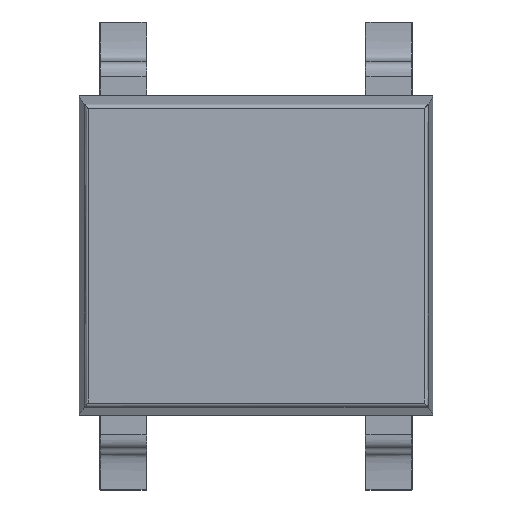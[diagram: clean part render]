
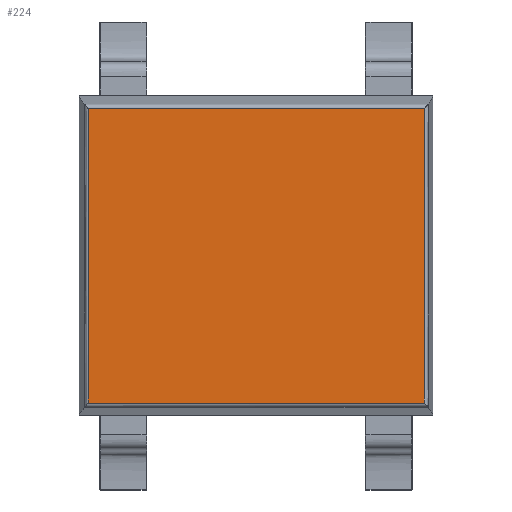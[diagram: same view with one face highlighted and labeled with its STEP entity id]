
A CAD part, top view. The second image highlights one B-rep face of the part: STEP entity #224.
In plain terms, the highlighted planar face has unit normal (0, 0, 1).
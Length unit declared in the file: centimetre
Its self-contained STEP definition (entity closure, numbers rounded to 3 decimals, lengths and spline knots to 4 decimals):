
#224=ADVANCED_FACE('',(#394),#2389,.T.);
#394=FACE_OUTER_BOUND('',#564,.T.);
#564=EDGE_LOOP('',(#1231,#1232,#1233,#1234));
#1231=ORIENTED_EDGE('',*,*,#1631,.T.);
#1232=ORIENTED_EDGE('',*,*,#1632,.T.);
#1233=ORIENTED_EDGE('',*,*,#1633,.T.);
#1234=ORIENTED_EDGE('',*,*,#1634,.T.);
#1631=EDGE_CURVE('',#2220,#2221,#2020,.T.);
#1632=EDGE_CURVE('',#2221,#2222,#2021,.T.);
#1633=EDGE_CURVE('',#2222,#2223,#2022,.T.);
#1634=EDGE_CURVE('',#2223,#2220,#2023,.T.);
#2020=(
BOUNDED_CURVE()
B_SPLINE_CURVE(3,(#9099,#9100,#9101,#9102),.UNSPECIFIED.,.F.,.F.)
B_SPLINE_CURVE_WITH_KNOTS((4,4),(0.4525,44.5544),
 .UNSPECIFIED.)
CURVE()
GEOMETRIC_REPRESENTATION_ITEM()
RATIONAL_B_SPLINE_CURVE((1.,1.,1.,1.))
REPRESENTATION_ITEM('')
);
#2021=(
BOUNDED_CURVE()
B_SPLINE_CURVE(3,(#9103,#9104,#9105,#9106),.UNSPECIFIED.,.F.,.F.)
B_SPLINE_CURVE_WITH_KNOTS((4,4),(0.4257,34.5678),
 .UNSPECIFIED.)
CURVE()
GEOMETRIC_REPRESENTATION_ITEM()
RATIONAL_B_SPLINE_CURVE((1.,1.,1.,1.))
REPRESENTATION_ITEM('')
);
#2022=(
BOUNDED_CURVE()
B_SPLINE_CURVE(3,(#9107,#9108,#9109,#9110),.UNSPECIFIED.,.F.,.F.)
B_SPLINE_CURVE_WITH_KNOTS((4,4),(0.4456,44.5475),
 .UNSPECIFIED.)
CURVE()
GEOMETRIC_REPRESENTATION_ITEM()
RATIONAL_B_SPLINE_CURVE((1.,1.,1.,1.))
REPRESENTATION_ITEM('')
);
#2023=(
BOUNDED_CURVE()
B_SPLINE_CURVE(3,(#9111,#9112,#9113,#9114),.UNSPECIFIED.,.F.,.F.)
B_SPLINE_CURVE_WITH_KNOTS((4,4),(0.4322,34.5743),
 .UNSPECIFIED.)
CURVE()
GEOMETRIC_REPRESENTATION_ITEM()
RATIONAL_B_SPLINE_CURVE((1.,1.,1.,1.))
REPRESENTATION_ITEM('')
);
#2220=VERTEX_POINT('',#9054);
#2221=VERTEX_POINT('',#9055);
#2222=VERTEX_POINT('',#9056);
#2223=VERTEX_POINT('',#9057);
#2389=PLANE('',#2455);
#2455=AXIS2_PLACEMENT_3D('',#8773,#2484,$);
#2484=DIRECTION('',(0.,0.,1.));
#8773=CARTESIAN_POINT('',(-32.0413,44.1347,-12.4602));
#9054=CARTESIAN_POINT('',(-26.9241,48.6293,-12.4602));
#9055=CARTESIAN_POINT('',(-31.9901,48.6293,-12.4602));
#9056=CARTESIAN_POINT('',(-31.9901,44.1909,-12.4602));
#9057=CARTESIAN_POINT('',(-26.9241,44.1909,-12.4602));
#9099=CARTESIAN_POINT('',(-26.9241,48.6293,-12.4602));
#9100=CARTESIAN_POINT('',(-28.6128,48.6293,-12.4602));
#9101=CARTESIAN_POINT('',(-30.3015,48.6293,-12.4602));
#9102=CARTESIAN_POINT('',(-31.9901,48.6293,-12.4602));
#9103=CARTESIAN_POINT('',(-31.9901,48.6293,-12.4602));
#9104=CARTESIAN_POINT('',(-31.9901,47.1499,-12.4602));
#9105=CARTESIAN_POINT('',(-31.9901,45.6704,-12.4602));
#9106=CARTESIAN_POINT('',(-31.9901,44.1909,-12.4602));
#9107=CARTESIAN_POINT('',(-31.9901,44.1909,-12.4602));
#9108=CARTESIAN_POINT('',(-30.3015,44.1909,-12.4602));
#9109=CARTESIAN_POINT('',(-28.6128,44.1909,-12.4602));
#9110=CARTESIAN_POINT('',(-26.9241,44.1909,-12.4602));
#9111=CARTESIAN_POINT('',(-26.9241,44.1909,-12.4602));
#9112=CARTESIAN_POINT('',(-26.9241,45.6704,-12.4602));
#9113=CARTESIAN_POINT('',(-26.9241,47.1499,-12.4602));
#9114=CARTESIAN_POINT('',(-26.9241,48.6293,-12.4602));
